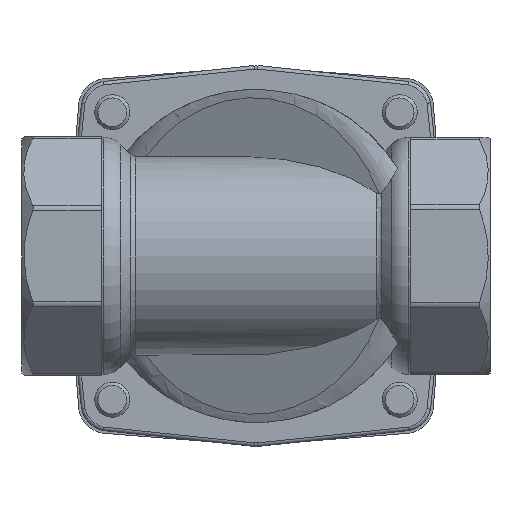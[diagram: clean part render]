
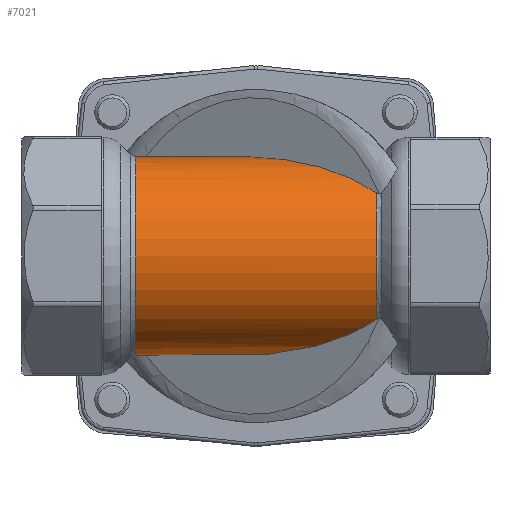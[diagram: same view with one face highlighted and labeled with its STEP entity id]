
A CAD part, front view. The second image highlights one B-rep face of the part: STEP entity #7021.
In plain terms, the highlighted cylindrical face has radius 28.3 mm (diameter 56.6 mm), a partial arc.
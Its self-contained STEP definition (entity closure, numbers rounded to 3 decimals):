
#5715=CARTESIAN_POINT('',(34.312,-21.81,-18.034));
#5716=VERTEX_POINT('',#5715);
#5726=CARTESIAN_POINT('',(-34.312,17.81,-21.993));
#5727=VERTEX_POINT('',#5726);
#5728=CARTESIAN_POINT('',(-3.464,0.0,0.0));
#5729=DIRECTION('',(-0.5,-0.866,0.0));
#5730=DIRECTION('',(-0.866,0.5,0.0));
#5731=AXIS2_PLACEMENT_3D('',#5728,#5729,#5730);
#5732=ELLIPSE('',#5731,56.6,28.3);
#5733=EDGE_CURVE('',#5716,#5727,#5732,.F.);
#5752=CARTESIAN_POINT('',(-34.312,17.81,21.993));
#5753=VERTEX_POINT('',#5752);
#5754=CARTESIAN_POINT('',(34.312,-21.81,18.034));
#5755=VERTEX_POINT('',#5754);
#5756=CARTESIAN_POINT('',(-3.464,0.0,0.0));
#5757=DIRECTION('',(-0.5,-0.866,0.0));
#5758=DIRECTION('',(-0.866,0.5,0.0));
#5759=AXIS2_PLACEMENT_3D('',#5756,#5757,#5758);
#5760=ELLIPSE('',#5759,56.6,28.3);
#5761=EDGE_CURVE('',#5753,#5755,#5760,.F.);
#6993=CARTESIAN_POINT('',(34.312,0.0,0.0));
#6994=DIRECTION('',(-1.0,0.0,0.0));
#6995=DIRECTION('',(0.0,0.0,1.0));
#6996=AXIS2_PLACEMENT_3D('',#6993,#6994,#6995);
#6997=CIRCLE('',#6996,28.3);
#6998=EDGE_CURVE('',#5716,#5755,#6997,.T.);
#7004=CARTESIAN_POINT('',(-44.22,0.0,0.0));
#7005=DIRECTION('',(1.0,0.0,0.0));
#7006=DIRECTION('',(0.0,0.0,1.0));
#7007=AXIS2_PLACEMENT_3D('',#7004,#7005,#7006);
#7008=CYLINDRICAL_SURFACE('',#7007,28.3);
#7009=ORIENTED_EDGE('',*,*,#5761,.F.);
#7010=CARTESIAN_POINT('',(-34.312,0.0,0.0));
#7011=DIRECTION('',(-1.0,0.0,0.0));
#7012=DIRECTION('',(0.0,0.0,1.0));
#7013=AXIS2_PLACEMENT_3D('',#7010,#7011,#7012);
#7014=CIRCLE('',#7013,28.3);
#7015=EDGE_CURVE('',#5727,#5753,#7014,.T.);
#7016=ORIENTED_EDGE('',*,*,#7015,.F.);
#7017=ORIENTED_EDGE('',*,*,#5733,.F.);
#7018=ORIENTED_EDGE('',*,*,#6998,.T.);
#7019=EDGE_LOOP('',(#7009,#7016,#7017,#7018));
#7020=FACE_OUTER_BOUND('',#7019,.T.);
#7021=ADVANCED_FACE('',(#7020),#7008,.T.);
